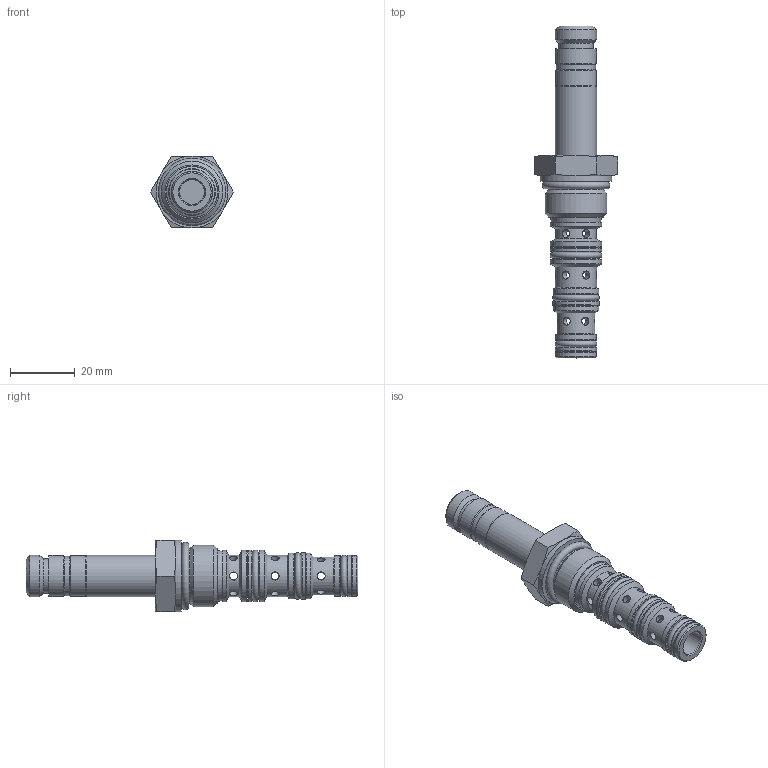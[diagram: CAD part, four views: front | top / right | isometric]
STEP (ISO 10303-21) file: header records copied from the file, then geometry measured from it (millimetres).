
FILE_DESCRIPTION((''),'2;1');
FILE_NAME('dsv2-080-4nc-n_10176-75_RC.stp','2012-05-25T15:04:20',('mmartin'),(''),'Autodesk Inventor 2010','Autodesk Inventor 2010','');
FILE_SCHEMA(('AUTOMOTIVE_DESIGN { 1 0 10303 214 1 1 1 1 }'));
Length unit declared in the file: inch
Products named in the file (1): 10176-75_Shrinkwrap
Bounding box: 25.66 x 102.49 x 22.23 mm (x, y, z)
Volume: 15441.3 mm3; surface area: 8325 mm2
Topology: 4 solids, 4 shells, 128 faces, 282 edges, 169 vertices
Faces by surface type: cylinder 51, cone 28, plane 24, torus 16, bspline 9
Full cylindrical faces by diameter (mm): 2.489 x18, 7.723 x1, 9.576 x2, 9.906 x1, 10.643 x1, 11.455 x2, 11.557 x1, 11.684 x1, 12.154 x1, 12.586 x2, 12.662 x2, 12.7 x4, 12.802 x1, 13.056 x2, 13.157 x1, 14.186 x2, 14.288 x1, 15.799 x3, 15.875 x1, 16.751 x2, 19.05 x1, 22.225 x1
Entity records: 4377 total; most frequent: CARTESIAN_POINT 2028, DIRECTION 450, ORIENTED_EDGE 336, EDGE_LOOP 272, AXIS2_PLACEMENT_3D 222, EDGE_CURVE 168, VERTEX_POINT 150, FACE_BOUND 144
